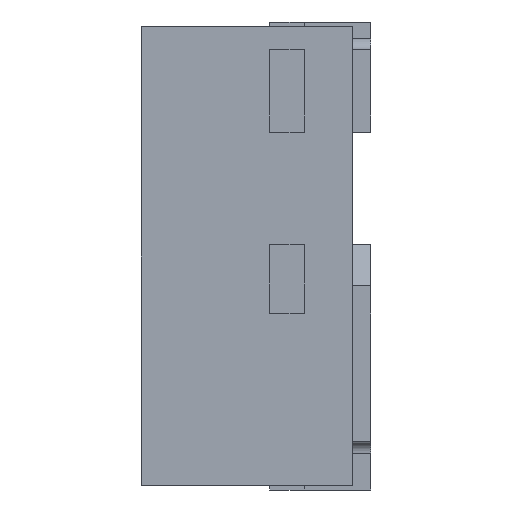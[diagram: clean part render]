
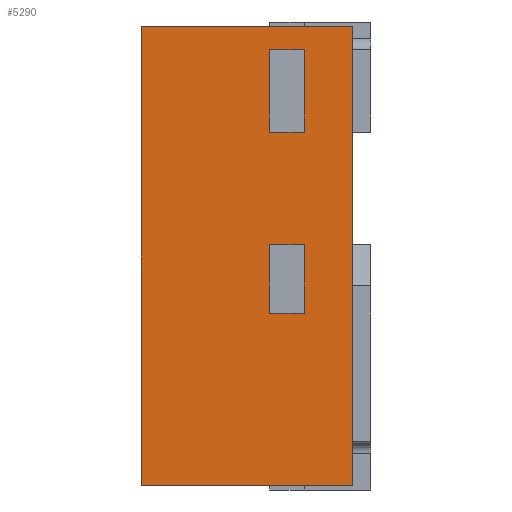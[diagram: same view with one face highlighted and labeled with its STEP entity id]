
A CAD part, left-side view. The second image highlights one B-rep face of the part: STEP entity #5290.
In plain terms, the highlighted planar face has unit normal (-1, 0, 0).
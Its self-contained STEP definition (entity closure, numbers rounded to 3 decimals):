
#192 = EDGE_CURVE ( 'NONE', #696, #4038, #4465, .T. ) ;
#194 = CARTESIAN_POINT ( 'NONE',  ( -0.55, 0.04, -0.5 ) ) ;
#321 = FACE_OUTER_BOUND ( 'NONE', #1987, .T. ) ;
#324 = LINE ( 'NONE', #5176, #4153 ) ;
#407 = DIRECTION ( 'NONE',  ( 0., 0., -1. ) ) ;
#440 = VECTOR ( 'NONE', #407, 1000. ) ;
#471 = CARTESIAN_POINT ( 'NONE',  ( -0.55, 0.04, 0.5 ) ) ;
#581 = CARTESIAN_POINT ( 'NONE',  ( -0.55, 0.22, 0.45 ) ) ;
#630 = VERTEX_POINT ( 'NONE', #2336 ) ;
#667 = ORIENTED_EDGE ( 'NONE', *, *, #5076, .T. ) ;
#696 = VERTEX_POINT ( 'NONE', #1564 ) ;
#773 = EDGE_CURVE ( 'NONE', #2961, #2855, #3750, .T. ) ;
#782 = DIRECTION ( 'NONE',  ( 0., 0., 1. ) ) ;
#787 = EDGE_CURVE ( 'NONE', #630, #2961, #2595, .T. ) ;
#824 = VECTOR ( 'NONE', #1227, 1000. ) ;
#870 = DIRECTION ( 'NONE',  ( 0., -1., 0. ) ) ;
#880 = CARTESIAN_POINT ( 'NONE',  ( -0.55, 2.487, 0.5 ) ) ;
#882 = LINE ( 'NONE', #5173, #4154 ) ;
#891 = CARTESIAN_POINT ( 'NONE',  ( -0.55, 0.5, -0.5 ) ) ;
#988 = EDGE_CURVE ( 'NONE', #3878, #3132, #3043, .T. ) ;
#1018 = DIRECTION ( 'NONE',  ( 0., 0., 1. ) ) ;
#1085 = DIRECTION ( 'NONE',  ( 0., 0., -1. ) ) ;
#1086 = ORIENTED_EDGE ( 'NONE', *, *, #4592, .T. ) ;
#1089 = EDGE_CURVE ( 'NONE', #2855, #1834, #2016, .T. ) ;
#1227 = DIRECTION ( 'NONE',  ( 0., 0., 1. ) ) ;
#1249 = VECTOR ( 'NONE', #782, 1000. ) ;
#1297 = VERTEX_POINT ( 'NONE', #4742 ) ;
#1316 = DIRECTION ( 'NONE',  ( 0., 1., 0. ) ) ;
#1343 = LINE ( 'NONE', #2247, #2398 ) ;
#1344 = ORIENTED_EDGE ( 'NONE', *, *, #5147, .T. ) ;
#1497 = CARTESIAN_POINT ( 'NONE',  ( -0.55, 0.145, 0.27 ) ) ;
#1548 = CARTESIAN_POINT ( 'NONE',  ( -0.55, 0.22, 0.45 ) ) ;
#1564 = CARTESIAN_POINT ( 'NONE',  ( -0.55, 0.145, 0.45 ) ) ;
#1606 = AXIS2_PLACEMENT_3D ( 'NONE', #1864, #4725, #1085 ) ;
#1772 = ORIENTED_EDGE ( 'NONE', *, *, #773, .T. ) ;
#1834 = VERTEX_POINT ( 'NONE', #3306 ) ;
#1864 = CARTESIAN_POINT ( 'NONE',  ( -0.55, 2.487, 0.5 ) ) ;
#1925 = EDGE_CURVE ( 'NONE', #4344, #3878, #1343, .T. ) ;
#1953 = CARTESIAN_POINT ( 'NONE',  ( -0.55, 0.145, 0.025 ) ) ;
#1971 = VECTOR ( 'NONE', #3645, 1000. ) ;
#1987 = EDGE_LOOP ( 'NONE', ( #3339, #667, #3748, #4123 ) ) ;
#2016 = LINE ( 'NONE', #2111, #4325 ) ;
#2019 = ORIENTED_EDGE ( 'NONE', *, *, #2280, .T. ) ;
#2039 = CARTESIAN_POINT ( 'NONE',  ( -0.55, 0.5, 0.5 ) ) ;
#2111 = CARTESIAN_POINT ( 'NONE',  ( -0.55, 0.145, 0.025 ) ) ;
#2146 = CARTESIAN_POINT ( 'NONE',  ( -0.55, 0.22, 0.27 ) ) ;
#2247 = CARTESIAN_POINT ( 'NONE',  ( -0.55, 0.5, 0.5 ) ) ;
#2280 = EDGE_CURVE ( 'NONE', #3307, #1297, #4112, .T. ) ;
#2336 = CARTESIAN_POINT ( 'NONE',  ( -0.55, 0.22, -0.125 ) ) ;
#2398 = VECTOR ( 'NONE', #1018, 1000. ) ;
#2524 = VERTEX_POINT ( 'NONE', #194 ) ;
#2543 = CARTESIAN_POINT ( 'NONE',  ( -0.55, 0.22, 0.27 ) ) ;
#2576 = VECTOR ( 'NONE', #3457, 1000. ) ;
#2595 = LINE ( 'NONE', #2817, #1249 ) ;
#2817 = CARTESIAN_POINT ( 'NONE',  ( -0.55, 0.22, 0.025 ) ) ;
#2855 = VERTEX_POINT ( 'NONE', #5091 ) ;
#2961 = VERTEX_POINT ( 'NONE', #4334 ) ;
#3043 = LINE ( 'NONE', #880, #4904 ) ;
#3132 = VERTEX_POINT ( 'NONE', #4100 ) ;
#3306 = CARTESIAN_POINT ( 'NONE',  ( -0.55, 0.145, -0.125 ) ) ;
#3307 = VERTEX_POINT ( 'NONE', #2543 ) ;
#3339 = ORIENTED_EDGE ( 'NONE', *, *, #1925, .F. ) ;
#3344 = EDGE_CURVE ( 'NONE', #4038, #3307, #4748, .T. ) ;
#3457 = DIRECTION ( 'NONE',  ( 0., 0., 1. ) ) ;
#3524 = VECTOR ( 'NONE', #1316, 1000. ) ;
#3543 = PLANE ( 'NONE',  #1606 ) ;
#3587 = EDGE_LOOP ( 'NONE', ( #1344, #4193, #4666, #2019 ) ) ;
#3645 = DIRECTION ( 'NONE',  ( 0., -1., 0. ) ) ;
#3748 = ORIENTED_EDGE ( 'NONE', *, *, #4803, .T. ) ;
#3750 = LINE ( 'NONE', #1953, #4008 ) ;
#3760 = DIRECTION ( 'NONE',  ( 0., 0., -1. ) ) ;
#3763 = FACE_BOUND ( 'NONE', #4495, .T. ) ;
#3878 = VERTEX_POINT ( 'NONE', #2039 ) ;
#4008 = VECTOR ( 'NONE', #4433, 1000. ) ;
#4038 = VERTEX_POINT ( 'NONE', #1497 ) ;
#4100 = CARTESIAN_POINT ( 'NONE',  ( -0.55, 0.04, 0.5 ) ) ;
#4112 = LINE ( 'NONE', #581, #2576 ) ;
#4123 = ORIENTED_EDGE ( 'NONE', *, *, #988, .F. ) ;
#4153 = VECTOR ( 'NONE', #5212, 1000. ) ;
#4154 = VECTOR ( 'NONE', #5183, 1000. ) ;
#4193 = ORIENTED_EDGE ( 'NONE', *, *, #192, .T. ) ;
#4325 = VECTOR ( 'NONE', #3760, 1000. ) ;
#4334 = CARTESIAN_POINT ( 'NONE',  ( -0.55, 0.22, 0.025 ) ) ;
#4344 = VERTEX_POINT ( 'NONE', #891 ) ;
#4433 = DIRECTION ( 'NONE',  ( 0., -1., 0. ) ) ;
#4465 = LINE ( 'NONE', #4884, #440 ) ;
#4495 = EDGE_LOOP ( 'NONE', ( #1772, #4508, #1086, #4625 ) ) ;
#4508 = ORIENTED_EDGE ( 'NONE', *, *, #1089, .T. ) ;
#4592 = EDGE_CURVE ( 'NONE', #1834, #630, #324, .T. ) ;
#4598 = FACE_BOUND ( 'NONE', #3587, .T. ) ;
#4625 = ORIENTED_EDGE ( 'NONE', *, *, #787, .T. ) ;
#4666 = ORIENTED_EDGE ( 'NONE', *, *, #3344, .T. ) ;
#4725 = DIRECTION ( 'NONE',  ( 1., 0., 0. ) ) ;
#4742 = CARTESIAN_POINT ( 'NONE',  ( -0.55, 0.22, 0.45 ) ) ;
#4748 = LINE ( 'NONE', #2146, #3524 ) ;
#4790 = LINE ( 'NONE', #1548, #1971 ) ;
#4803 = EDGE_CURVE ( 'NONE', #2524, #3132, #4983, .T. ) ;
#4884 = CARTESIAN_POINT ( 'NONE',  ( -0.55, 0.145, 0.45 ) ) ;
#4904 = VECTOR ( 'NONE', #870, 1000. ) ;
#4983 = LINE ( 'NONE', #471, #824 ) ;
#5076 = EDGE_CURVE ( 'NONE', #4344, #2524, #882, .T. ) ;
#5091 = CARTESIAN_POINT ( 'NONE',  ( -0.55, 0.145, 0.025 ) ) ;
#5147 = EDGE_CURVE ( 'NONE', #1297, #696, #4790, .T. ) ;
#5173 = CARTESIAN_POINT ( 'NONE',  ( -0.55, 2.487, -0.5 ) ) ;
#5176 = CARTESIAN_POINT ( 'NONE',  ( -0.55, 0.145, -0.125 ) ) ;
#5183 = DIRECTION ( 'NONE',  ( 0., -1., 0. ) ) ;
#5212 = DIRECTION ( 'NONE',  ( 0., 1., 0. ) ) ;
#5290 = ADVANCED_FACE ( 'NONE', ( #3763, #321, #4598 ), #3543, .F. ) ;
